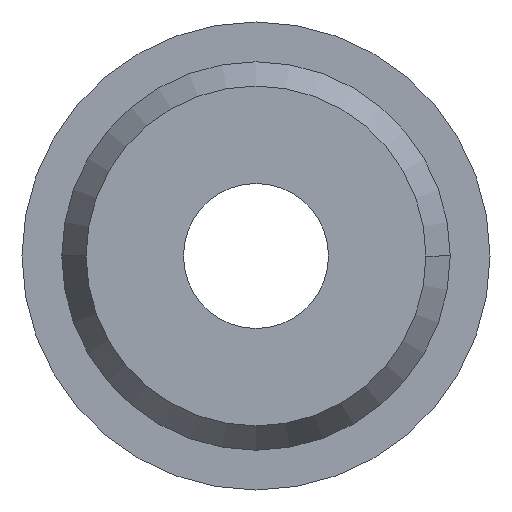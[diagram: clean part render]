
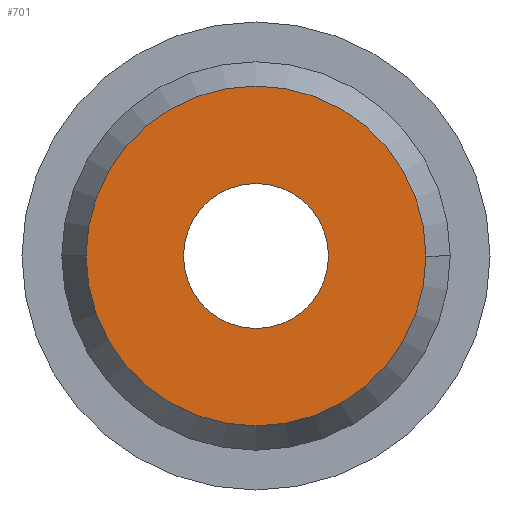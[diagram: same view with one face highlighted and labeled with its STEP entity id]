
A CAD part, front view. The second image highlights one B-rep face of the part: STEP entity #701.
In plain terms, the highlighted planar face has unit normal (0, -1, 0).
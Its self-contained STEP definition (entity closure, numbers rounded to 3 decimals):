
#511=CARTESIAN_POINT('',(-7.261,0.0,0.));
#512=VERTEX_POINT('',#511);
#526=CARTESIAN_POINT('',(7.261,0.0,0.));
#527=VERTEX_POINT('',#526);
#534=CARTESIAN_POINT('',(0.0,0.0,0.0));
#535=DIRECTION('',(0.0,1.0,0.0));
#536=DIRECTION('',(-1.0,0.0,0.0));
#537=AXIS2_PLACEMENT_3D('',#534,#535,#536);
#538=CIRCLE('',#537,7.261);
#539=EDGE_CURVE('',#527,#512,#538,.T.);
#570=CARTESIAN_POINT('',(3.1,0.0,0.));
#571=VERTEX_POINT('',#570);
#580=CARTESIAN_POINT('',(-3.1,0.0,0.));
#581=VERTEX_POINT('',#580);
#582=CARTESIAN_POINT('',(0.0,0.0,0.0));
#583=DIRECTION('',(0.0,1.0,0.0));
#584=DIRECTION('',(1.0,0.0,0.0));
#585=AXIS2_PLACEMENT_3D('',#582,#583,#584);
#586=CIRCLE('',#585,3.1);
#587=EDGE_CURVE('',#581,#571,#586,.T.);
#642=CARTESIAN_POINT('',(0.0,0.0,0.0));
#643=DIRECTION('',(0.0,1.0,0.0));
#644=DIRECTION('',(1.0,0.0,0.0));
#645=AXIS2_PLACEMENT_3D('',#642,#643,#644);
#646=CIRCLE('',#645,3.1);
#647=EDGE_CURVE('',#571,#581,#646,.T.);
#658=CARTESIAN_POINT('',(0.0,0.0,0.0));
#659=DIRECTION('',(0.0,1.0,0.0));
#660=DIRECTION('',(-1.0,0.0,0.0));
#661=AXIS2_PLACEMENT_3D('',#658,#659,#660);
#662=CIRCLE('',#661,7.261);
#663=EDGE_CURVE('',#512,#527,#662,.T.);
#688=CARTESIAN_POINT('',(4.15,0.0,0.0));
#689=DIRECTION('',(0.0,-1.0,0.0));
#690=DIRECTION('',(0.0,0.0,-1.0));
#691=AXIS2_PLACEMENT_3D('',#688,#689,#690);
#692=PLANE('',#691);
#693=ORIENTED_EDGE('',*,*,#539,.F.);
#694=ORIENTED_EDGE('',*,*,#663,.F.);
#695=EDGE_LOOP('',(#693,#694));
#696=FACE_OUTER_BOUND('',#695,.T.);
#697=ORIENTED_EDGE('',*,*,#587,.T.);
#698=ORIENTED_EDGE('',*,*,#647,.T.);
#699=EDGE_LOOP('',(#697,#698));
#700=FACE_BOUND('',#699,.T.);
#701=ADVANCED_FACE('',(#696,#700),#692,.T.);
